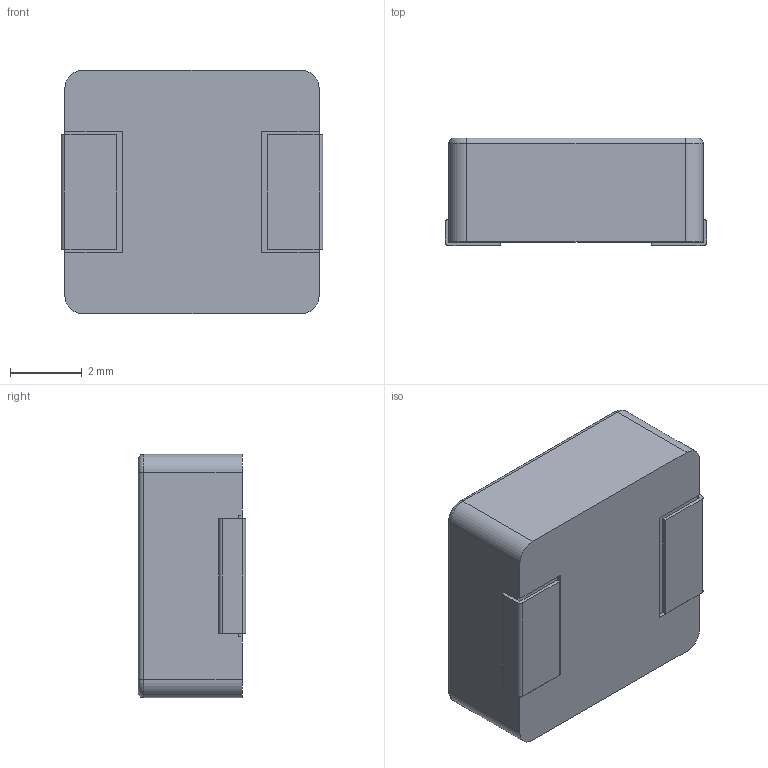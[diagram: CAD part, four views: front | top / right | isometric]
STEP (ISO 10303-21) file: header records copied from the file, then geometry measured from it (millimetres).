
FILE_DESCRIPTION (( 'STEP AP214' ), '1' );
FILE_NAME ('ASPI-7318.STEP', '2013-10-14T06:29:35', ( '' ), ( '' ), 'SwSTEP 2.0', 'SolidWorks 2012', '' );
FILE_SCHEMA (( 'AUTOMOTIVE_DESIGN' ));
Length unit declared in the file: millimetre
Products named in the file (1): ASPI-7318
Bounding box: 7.3 x 3 x 6.8 mm (x, y, z)
Volume: 139.6 mm3; surface area: 195.9 mm2
Topology: 1 solids, 1 shells, 153 faces, 402 edges, 264 vertices
Faces by surface type: plane 85, bspline 52, cylinder 12, torus 4
Entity records: 8709 total; most frequent: CARTESIAN_POINT 3768, ORIENTED_EDGE 804, DIRECTION 530, EDGE_CURVE 402, VECTOR 270, LINE 270, VERTEX_POINT 264, EDGE_LOOP 166
